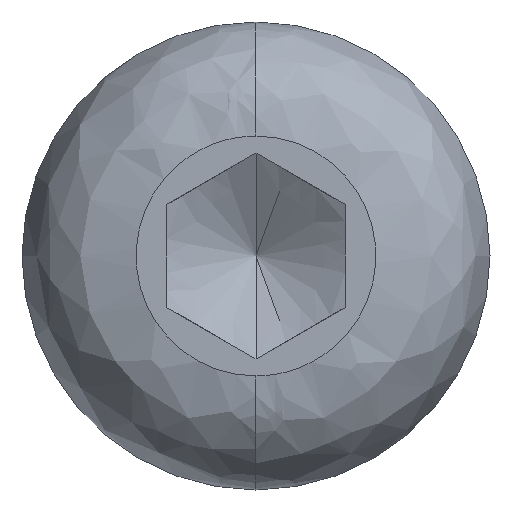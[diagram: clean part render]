
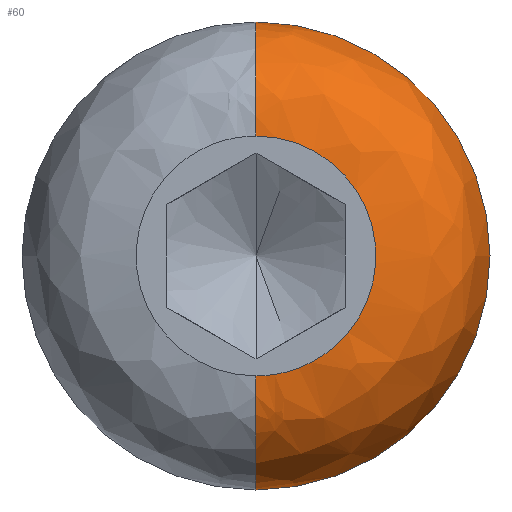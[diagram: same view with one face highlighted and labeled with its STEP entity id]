
A CAD part, left-side view. The second image highlights one B-rep face of the part: STEP entity #60.
In plain terms, the highlighted free-form (B-spline) face has degree [3, 3] with [4, 4] control points.
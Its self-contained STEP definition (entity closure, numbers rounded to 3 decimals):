
#2 = DIRECTION ( 'NONE',  ( 0., 0., 1. ) ) ;
#13 = CARTESIAN_POINT ( 'NONE',  ( -3.3, 0., 2.69 ) ) ;
#22 = EDGE_CURVE ( 'NONE', #145, #409, #27, .T. ) ;
#27 = CIRCLE ( 'NONE', #542, 5.25 ) ;
#35 =( BOUNDED_SURFACE ( )  B_SPLINE_SURFACE ( 3, 3, ( 
 ( #554, #274, #179, #597 ),
 ( #186, #604, #92, #282 ),
 ( #469, #601, #329, #51 ),
 ( #43, #44, #505, #547 ) ),
 .UNSPECIFIED., .F., .F., .T. ) 
 B_SPLINE_SURFACE_WITH_KNOTS ( ( 4, 4 ),
 ( 4, 4 ),
 ( 0., 1. ),
 ( 0., 1. ),
 .UNSPECIFIED. ) 
 GEOMETRIC_REPRESENTATION_ITEM ( )  RATIONAL_B_SPLINE_SURFACE ( (
 ( 1., 0.333, 0.333, 1.),
 ( 0.805, 0.268, 0.268, 0.805),
 ( 0.805, 0.268, 0.268, 0.805),
 ( 1., 0.333, 0.333, 1.) ) ) 
 REPRESENTATION_ITEM ( '' )  SURFACE ( )  );
#39 = DIRECTION ( 'NONE',  ( 0., 0., -1. ) ) ;
#43 = CARTESIAN_POINT ( 'NONE',  ( -3.3, 0., 2.69 ) ) ;
#44 = CARTESIAN_POINT ( 'NONE',  ( -3.3, -5.38, 2.69 ) ) ;
#45 = ORIENTED_EDGE ( 'NONE', *, *, #63, .T. ) ;
#51 = CARTESIAN_POINT ( 'NONE',  ( -3.3, 0., -4.19 ) ) ;
#60 = ADVANCED_FACE ( 'NONE', ( #501 ), #35, .T. ) ;
#63 = EDGE_CURVE ( 'NONE', #145, #509, #132, .T. ) ;
#69 = ORIENTED_EDGE ( 'NONE', *, *, #22, .F. ) ;
#70 = EDGE_CURVE ( 'NONE', #509, #185, #534, .T. ) ;
#85 = CARTESIAN_POINT ( 'NONE',  ( -0.74, 0., 0. ) ) ;
#92 = CARTESIAN_POINT ( 'NONE',  ( -2.24, -10.5, -5.25 ) ) ;
#99 = CARTESIAN_POINT ( 'NONE',  ( -3.3, -5.38, -2.69 ) ) ;
#103 = CARTESIAN_POINT ( 'NONE',  ( -3.3, 0., -2.69 ) ) ;
#104 = EDGE_LOOP ( 'NONE', ( #69, #45, #537, #302 ) ) ;
#109 = CIRCLE ( 'NONE', #119, 2.56 ) ;
#119 = AXIS2_PLACEMENT_3D ( 'NONE', #397, #498, #39 ) ;
#131 = DIRECTION ( 'NONE',  ( 0., 0., -1. ) ) ;
#132 = CIRCLE ( 'NONE', #194, 2.56 ) ;
#141 = DIRECTION ( 'NONE',  ( 0., -1., 0. ) ) ;
#145 = VERTEX_POINT ( 'NONE', #433 ) ;
#149 = CARTESIAN_POINT ( 'NONE',  ( -3.3, 0., -2.69 ) ) ;
#178 = CARTESIAN_POINT ( 'NONE',  ( -3.3, 0., 2.69 ) ) ;
#179 = CARTESIAN_POINT ( 'NONE',  ( -0.74, -10.5, -5.25 ) ) ;
#185 = VERTEX_POINT ( 'NONE', #149 ) ;
#186 = CARTESIAN_POINT ( 'NONE',  ( -2.24, 0., 5.25 ) ) ;
#194 = AXIS2_PLACEMENT_3D ( 'NONE', #508, #141, #2 ) ;
#274 = CARTESIAN_POINT ( 'NONE',  ( -0.74, -10.5, 5.25 ) ) ;
#282 = CARTESIAN_POINT ( 'NONE',  ( -2.24, 0., -5.25 ) ) ;
#302 = ORIENTED_EDGE ( 'NONE', *, *, #413, .F. ) ;
#329 = CARTESIAN_POINT ( 'NONE',  ( -3.3, -8.379, -4.19 ) ) ;
#377 = CARTESIAN_POINT ( 'NONE',  ( -3.3, -5.38, 2.69 ) ) ;
#397 = CARTESIAN_POINT ( 'NONE',  ( -0.74, 0., -2.69 ) ) ;
#409 = VERTEX_POINT ( 'NONE', #578 ) ;
#410 = DIRECTION ( 'NONE',  ( 1., 0., 0. ) ) ;
#413 = EDGE_CURVE ( 'NONE', #409, #185, #109, .T. ) ;
#433 = CARTESIAN_POINT ( 'NONE',  ( -0.74, 0., 5.25 ) ) ;
#469 = CARTESIAN_POINT ( 'NONE',  ( -3.3, 0., 4.19 ) ) ;
#498 = DIRECTION ( 'NONE',  ( 0., 1., 0. ) ) ;
#501 = FACE_OUTER_BOUND ( 'NONE', #104, .T. ) ;
#505 = CARTESIAN_POINT ( 'NONE',  ( -3.3, -5.38, -2.69 ) ) ;
#508 = CARTESIAN_POINT ( 'NONE',  ( -0.74, 0., 2.69 ) ) ;
#509 = VERTEX_POINT ( 'NONE', #178 ) ;
#534 =( BOUNDED_CURVE ( )  B_SPLINE_CURVE ( 3, ( #13, #377, #99, #103 ),
 .UNSPECIFIED., .F., .F. ) 
 B_SPLINE_CURVE_WITH_KNOTS ( ( 4, 4 ),
 ( 0.75, 1.25 ),
 .UNSPECIFIED. ) 
 CURVE ( )  GEOMETRIC_REPRESENTATION_ITEM ( )  RATIONAL_B_SPLINE_CURVE ( ( 1., 0.333, 0.333, 1. ) ) 
 REPRESENTATION_ITEM ( '' )  );
#537 = ORIENTED_EDGE ( 'NONE', *, *, #70, .T. ) ;
#542 = AXIS2_PLACEMENT_3D ( 'NONE', #85, #410, #131 ) ;
#547 = CARTESIAN_POINT ( 'NONE',  ( -3.3, 0., -2.69 ) ) ;
#554 = CARTESIAN_POINT ( 'NONE',  ( -0.74, 0., 5.25 ) ) ;
#578 = CARTESIAN_POINT ( 'NONE',  ( -0.74, 0., -5.25 ) ) ;
#597 = CARTESIAN_POINT ( 'NONE',  ( -0.74, 0., -5.25 ) ) ;
#601 = CARTESIAN_POINT ( 'NONE',  ( -3.3, -8.379, 4.19 ) ) ;
#604 = CARTESIAN_POINT ( 'NONE',  ( -2.24, -10.5, 5.25 ) ) ;
